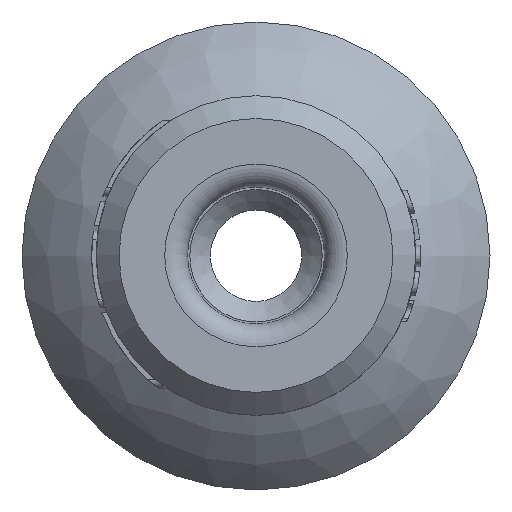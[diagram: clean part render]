
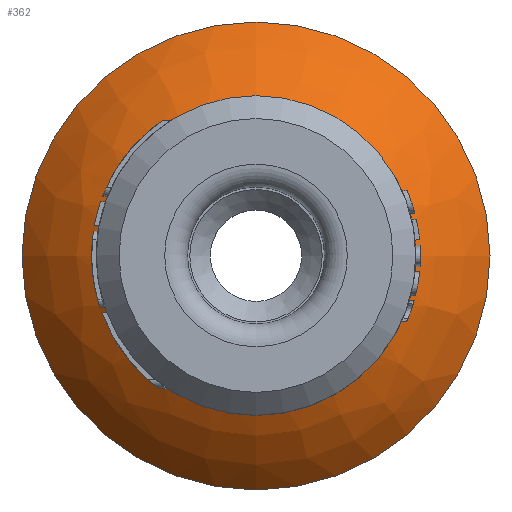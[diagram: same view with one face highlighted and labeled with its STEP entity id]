
A CAD part, top view. The second image highlights one B-rep face of the part: STEP entity #362.
In plain terms, the highlighted free-form (B-spline) face has degree [3, 3] with [4, 7] control points.
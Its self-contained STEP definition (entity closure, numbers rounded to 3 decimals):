
#362 = ADVANCED_FACE( '', ( #754, #755 ), #756, .T. );
#754 = FACE_OUTER_BOUND( '', #1187, .T. );
#755 = FACE_OUTER_BOUND( '', #1188, .T. );
#756 = ( BOUNDED_SURFACE(  )B_SPLINE_SURFACE( 3, 3, ( ( #1191, #1192, #1193, #1194, #1195, #1196, #1197 ), ( #1198, #1199, #1200, #1201, #1202, #1203, #1204 ), ( #1205, #1206, #1207, #1208, #1209, #1210, #1211 ), ( #1212, #1213, #1214, #1215, #1216, #1217, #1218 ) ), .UNSPECIFIED., .F., .T., .F. )B_SPLINE_SURFACE_WITH_KNOTS( ( 4, 4 ), ( 4, 3, 4 ), ( 0., 6.283 ), ( -1.067, -0.857, -0.648 ), .UNSPECIFIED. )GEOMETRIC_REPRESENTATION_ITEM(  )RATIONAL_B_SPLINE_SURFACE( ( ( 1., 0.333, 0.333, 1., 0.333, 0.333, 1. ), ( 0.985, 0.328, 0.328, 0.985, 0.328, 0.328, 0.985 ), ( 0.985, 0.328, 0.328, 0.985, 0.328, 0.328, 0.985 ), ( 1., 0.333, 0.333, 1., 0.333, 0.333, 1. ) ) )REPRESENTATION_ITEM( '' )SURFACE(  ) );
#1187 = EDGE_LOOP( '', ( #2287 ) );
#1188 = EDGE_LOOP( '', ( #2288 ) );
#1191 = CARTESIAN_POINT( '', ( -10.25, 0., 0.566 ) );
#1192 = CARTESIAN_POINT( '', ( -10.25, 20.5, 0.566 ) );
#1193 = CARTESIAN_POINT( '', ( 10.25, 20.5, 0.566 ) );
#1194 = CARTESIAN_POINT( '', ( 10.25, 0., 0.566 ) );
#1195 = CARTESIAN_POINT( '', ( 10.25, -20.5, 0.566 ) );
#1196 = CARTESIAN_POINT( '', ( -10.25, -20.5, 0.566 ) );
#1197 = CARTESIAN_POINT( '', ( -10.25, 0., 0.566 ) );
#1198 = CARTESIAN_POINT( '', ( -9.231, 0., 1.912 ) );
#1199 = CARTESIAN_POINT( '', ( -9.231, 18.462, 1.912 ) );
#1200 = CARTESIAN_POINT( '', ( 9.231, 18.462, 1.912 ) );
#1201 = CARTESIAN_POINT( '', ( 9.231, 0., 1.912 ) );
#1202 = CARTESIAN_POINT( '', ( 9.231, -18.462, 1.912 ) );
#1203 = CARTESIAN_POINT( '', ( -9.231, -18.462, 1.912 ) );
#1204 = CARTESIAN_POINT( '', ( -9.231, 0., 1.912 ) );
#1205 = CARTESIAN_POINT( '', ( -7.954, 0., 3.017 ) );
#1206 = CARTESIAN_POINT( '', ( -7.954, 15.909, 3.017 ) );
#1207 = CARTESIAN_POINT( '', ( 7.954, 15.909, 3.017 ) );
#1208 = CARTESIAN_POINT( '', ( 7.954, 0., 3.017 ) );
#1209 = CARTESIAN_POINT( '', ( 7.954, -15.909, 3.017 ) );
#1210 = CARTESIAN_POINT( '', ( -7.954, -15.909, 3.017 ) );
#1211 = CARTESIAN_POINT( '', ( -7.954, 0., 3.017 ) );
#1212 = CARTESIAN_POINT( '', ( -6.476, 0., 3.832 ) );
#1213 = CARTESIAN_POINT( '', ( -6.476, 12.951, 3.832 ) );
#1214 = CARTESIAN_POINT( '', ( 6.476, 12.951, 3.832 ) );
#1215 = CARTESIAN_POINT( '', ( 6.476, 0., 3.832 ) );
#1216 = CARTESIAN_POINT( '', ( 6.476, -12.951, 3.832 ) );
#1217 = CARTESIAN_POINT( '', ( -6.476, -12.951, 3.832 ) );
#1218 = CARTESIAN_POINT( '', ( -6.476, 0., 3.832 ) );
#2287 = ORIENTED_EDGE( '', *, *, #2691, .F. );
#2288 = ORIENTED_EDGE( '', *, *, #2724, .T. );
#2691 = EDGE_CURVE( '', #3250, #3250, #3251, .T. );
#2724 = EDGE_CURVE( '', #3287, #3287, #3288, .T. );
#3250 = VERTEX_POINT( '', #4487 );
#3251 = CIRCLE( '', #4488, 10.25 );
#3287 = VERTEX_POINT( '', #4637 );
#3288 = CIRCLE( '', #4638, 6.476 );
#4487 = CARTESIAN_POINT( '', ( -10.25, 0., 0.566 ) );
#4488 = AXIS2_PLACEMENT_3D( '', #5009, #5010, #5011 );
#4637 = CARTESIAN_POINT( '', ( -6.476, 0., 3.832 ) );
#4638 = AXIS2_PLACEMENT_3D( '', #5020, #5021, #5022 );
#5009 = CARTESIAN_POINT( '', ( 0., 0., 0.566 ) );
#5010 = DIRECTION( '', ( 0., 0., -1. ) );
#5011 = DIRECTION( '', ( -1., 0., 0. ) );
#5020 = CARTESIAN_POINT( '', ( 0., 0., 3.832 ) );
#5021 = DIRECTION( '', ( 0., 0., -1. ) );
#5022 = DIRECTION( '', ( -1., 0., 0. ) );
